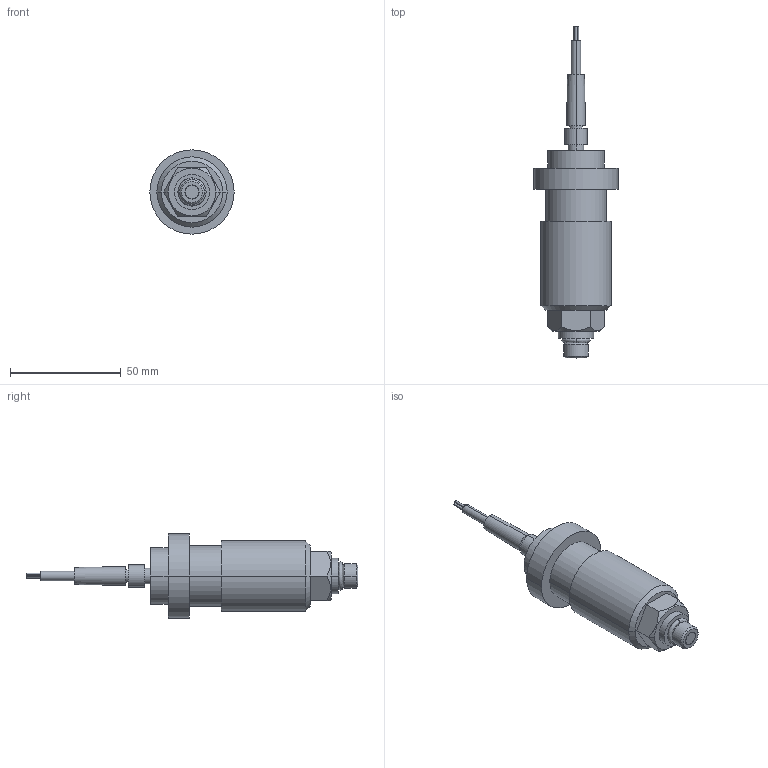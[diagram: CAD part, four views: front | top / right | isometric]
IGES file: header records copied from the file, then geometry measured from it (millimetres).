
Start section:  PTC IGES file: ilc70750077.igs
Global section: file name: ilc70750077.igs; native system: Pro/ENGINEER by Parametric Technology Corporation; preprocessor: 2007460; author: dc; organization: Unknown; date: 20110624.135504; units: inch
Bounding box: 38.1 x 150.19 x 38.1 mm (x, y, z)
Surface area: 12406.2 mm2 (no closed solid volume)
Topology: 0 solids, 0 shells, 73 faces, 304 edges, 304 vertices
Faces by surface type: revolution 48, bspline 25
